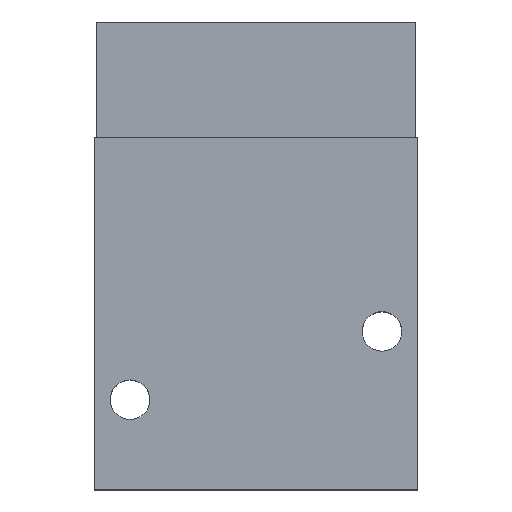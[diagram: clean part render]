
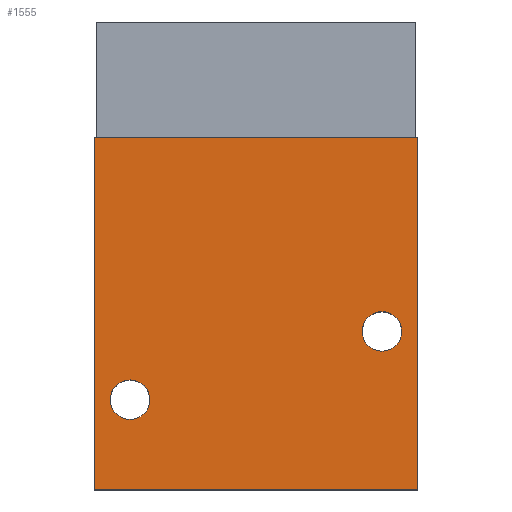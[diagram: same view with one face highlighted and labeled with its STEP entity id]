
A CAD part, top view. The second image highlights one B-rep face of the part: STEP entity #1555.
In plain terms, the highlighted planar face has unit normal (0, 0, 1).
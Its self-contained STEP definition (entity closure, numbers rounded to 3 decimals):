
#60=LINE('',#2549,#156);
#62=LINE('',#2558,#158);
#65=LINE('',#2568,#161);
#66=LINE('',#2569,#162);
#156=VECTOR('',#1873,1000.);
#158=VECTOR('',#1881,1000.);
#161=VECTOR('',#1890,1000.);
#162=VECTOR('',#1891,1000.);
#251=PLANE('',#1682);
#305=CIRCLE('',#1683,2.75);
#306=CIRCLE('',#1684,2.75);
#429=ORIENTED_EDGE('',*,*,#873,.F.);
#430=ORIENTED_EDGE('',*,*,#874,.F.);
#431=ORIENTED_EDGE('',*,*,#870,.T.);
#432=ORIENTED_EDGE('',*,*,#875,.T.);
#433=ORIENTED_EDGE('',*,*,#866,.T.);
#434=ORIENTED_EDGE('',*,*,#876,.T.);
#866=EDGE_CURVE('',#1078,#1080,#60,.T.);
#870=EDGE_CURVE('',#1085,#1083,#62,.T.);
#873=EDGE_CURVE('',#1087,#1087,#305,.T.);
#874=EDGE_CURVE('',#1088,#1088,#306,.T.);
#875=EDGE_CURVE('',#1083,#1078,#65,.T.);
#876=EDGE_CURVE('',#1080,#1085,#66,.T.);
#1078=VERTEX_POINT('',#2544);
#1080=VERTEX_POINT('',#2548);
#1083=VERTEX_POINT('',#2556);
#1085=VERTEX_POINT('',#2559);
#1087=VERTEX_POINT('',#2565);
#1088=VERTEX_POINT('',#2567);
#1257=EDGE_LOOP('',(#429));
#1258=EDGE_LOOP('',(#430));
#1259=EDGE_LOOP('',(#431,#432,#433,#434));
#1393=FACE_BOUND('',#1257,.T.);
#1394=FACE_BOUND('',#1258,.T.);
#1395=FACE_BOUND('',#1259,.T.);
#1555=ADVANCED_FACE('',(#1393,#1394,#1395),#251,.T.);
#1682=AXIS2_PLACEMENT_3D('',#2563,#1884,#1885);
#1683=AXIS2_PLACEMENT_3D('',#2564,#1886,#1887);
#1684=AXIS2_PLACEMENT_3D('',#2566,#1888,#1889);
#1873=DIRECTION('',(0.,-1.,0.));
#1881=DIRECTION('',(0.,1.,0.));
#1884=DIRECTION('',(0.,0.,1.));
#1885=DIRECTION('',(1.,0.,0.));
#1886=DIRECTION('',(0.,0.,1.));
#1887=DIRECTION('',(1.,0.,0.));
#1888=DIRECTION('',(0.,0.,1.));
#1889=DIRECTION('',(1.,0.,0.));
#1890=DIRECTION('',(-1.,0.,0.));
#1891=DIRECTION('',(1.,0.,0.));
#2544=CARTESIAN_POINT('',(-22.5,49.,13.));
#2548=CARTESIAN_POINT('',(-22.5,0.,13.));
#2549=CARTESIAN_POINT('',(-22.5,65.,13.));
#2556=CARTESIAN_POINT('',(22.5,49.,13.));
#2558=CARTESIAN_POINT('',(22.5,0.,13.));
#2559=CARTESIAN_POINT('',(22.5,0.,13.));
#2563=CARTESIAN_POINT('',(0.,0.,13.));
#2564=CARTESIAN_POINT('',(-17.5,12.5,13.));
#2565=CARTESIAN_POINT('',(-14.75,12.5,13.));
#2566=CARTESIAN_POINT('',(17.5,22.,13.));
#2567=CARTESIAN_POINT('',(20.25,22.,13.));
#2568=CARTESIAN_POINT('',(0.,49.,13.));
#2569=CARTESIAN_POINT('',(-22.5,0.,13.));
